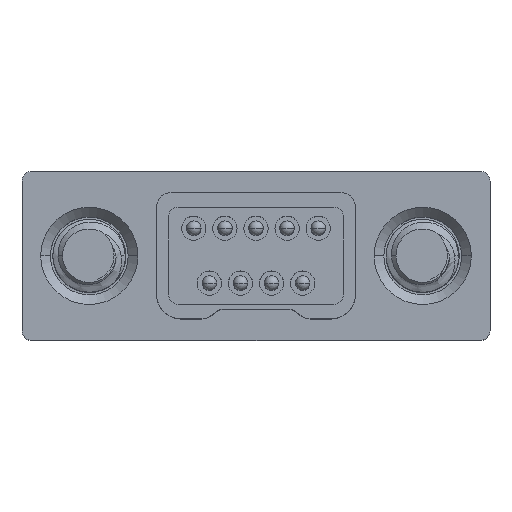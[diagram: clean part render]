
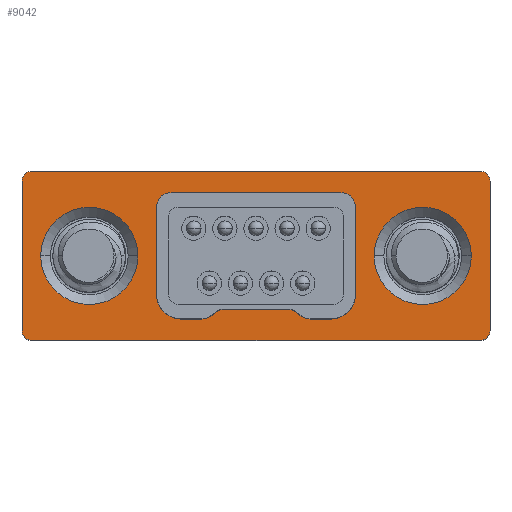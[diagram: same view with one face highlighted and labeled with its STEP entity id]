
A CAD part, top view. The second image highlights one B-rep face of the part: STEP entity #9042.
In plain terms, the highlighted planar face has unit normal (0, 0, 1).
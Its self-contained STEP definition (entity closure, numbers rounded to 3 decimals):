
#1561=CARTESIAN_POINT('',(15.046,7.847,7.55));
#1562=DIRECTION('',(0.,0.,1.));
#1563=DIRECTION('',(1.,0.,0.));
#1564=AXIS2_PLACEMENT_3D('',#1561,#1562,#1563);
#1566=CARTESIAN_POINT('',(15.046,4.767,7.55));
#1567=DIRECTION('',(0.,0.,1.));
#1568=DIRECTION('',(0.,-1.,0.));
#1569=AXIS2_PLACEMENT_3D('',#1566,#1567,#1568);
#1571=CARTESIAN_POINT('',(5.816,4.767,7.55));
#1572=DIRECTION('',(0.,0.,1.));
#1573=DIRECTION('',(-1.,0.,0.));
#1574=AXIS2_PLACEMENT_3D('',#1571,#1572,#1573);
#1576=CARTESIAN_POINT('',(5.816,7.847,7.55));
#1577=DIRECTION('',(0.,0.,1.));
#1578=DIRECTION('',(0.,1.,0.));
#1579=AXIS2_PLACEMENT_3D('',#1576,#1577,#1578);
#1581=CARTESIAN_POINT('',(7.001,6.307,7.55));
#1582=DIRECTION('',(0.,0.,-1.));
#1583=DIRECTION('',(1.,0.,0.));
#1584=AXIS2_PLACEMENT_3D('',#1581,#1582,#1583);
#1586=CARTESIAN_POINT('',(7.001,6.307,7.55));
#1587=DIRECTION('',(0.,0.,-1.));
#1588=DIRECTION('',(-1.,0.,0.));
#1589=AXIS2_PLACEMENT_3D('',#1586,#1587,#1588);
#1591=CARTESIAN_POINT('',(13.861,6.307,7.55));
#1592=DIRECTION('',(0.,0.,-1.));
#1593=DIRECTION('',(1.,0.,0.));
#1594=AXIS2_PLACEMENT_3D('',#1591,#1592,#1593);
#1596=CARTESIAN_POINT('',(13.861,6.307,7.55));
#1597=DIRECTION('',(0.,0.,-1.));
#1598=DIRECTION('',(-1.,0.,0.));
#1599=AXIS2_PLACEMENT_3D('',#1596,#1597,#1598);
#1601=DIRECTION('',(-1.,0.,0.));
#1602=VECTOR('',#1601,0.432);
#1603=CARTESIAN_POINT('',(11.976,5.007,7.55));
#1604=LINE('',#1603,#1602);
#1605=CARTESIAN_POINT('',(11.976,5.507,7.55));
#1606=DIRECTION('',(0.,0.,-1.));
#1607=DIRECTION('',(1.,0.,0.));
#1608=AXIS2_PLACEMENT_3D('',#1605,#1606,#1607);
#1610=CARTESIAN_POINT('',(12.176,7.307,7.55));
#1611=DIRECTION('',(0.,0.,-1.));
#1612=DIRECTION('',(0.,1.,0.));
#1613=AXIS2_PLACEMENT_3D('',#1610,#1611,#1612);
#1615=CARTESIAN_POINT('',(8.686,7.307,7.55));
#1616=DIRECTION('',(0.,0.,-1.));
#1617=DIRECTION('',(-1.,0.,0.));
#1618=AXIS2_PLACEMENT_3D('',#1615,#1616,#1617);
#1620=CARTESIAN_POINT('',(8.886,5.507,7.55));
#1621=DIRECTION('',(0.,0.,-1.));
#1622=DIRECTION('',(0.,-1.,0.));
#1623=AXIS2_PLACEMENT_3D('',#1620,#1621,#1622);
#1625=CARTESIAN_POINT('',(9.319,5.307,7.55));
#1626=DIRECTION('',(0.,0.,-1.));
#1627=DIRECTION('',(0.609,-0.793,0.));
#1628=AXIS2_PLACEMENT_3D('',#1625,#1626,#1627);
#1630=DIRECTION('',(-0.793,-0.609,0.));
#1631=VECTOR('',#1630,0.125);
#1632=CARTESIAN_POINT('',(9.6,5.145,7.55));
#1633=LINE('',#1632,#1631);
#1634=CARTESIAN_POINT('',(9.783,4.907,7.55));
#1635=DIRECTION('',(0.,0.,1.));
#1636=DIRECTION('',(0.,1.,0.));
#1637=AXIS2_PLACEMENT_3D('',#1634,#1635,#1636);
#1639=CARTESIAN_POINT('',(11.079,4.907,7.55));
#1640=DIRECTION('',(0.,0.,1.));
#1641=DIRECTION('',(0.609,0.793,0.));
#1642=AXIS2_PLACEMENT_3D('',#1639,#1640,#1641);
#1644=DIRECTION('',(-0.793,0.609,0.));
#1645=VECTOR('',#1644,0.125);
#1646=CARTESIAN_POINT('',(11.361,5.069,7.55));
#1647=LINE('',#1646,#1645);
#1648=CARTESIAN_POINT('',(11.544,5.307,7.55));
#1649=DIRECTION('',(0.,0.,-1.));
#1650=DIRECTION('',(0.,-1.,0.));
#1651=AXIS2_PLACEMENT_3D('',#1648,#1649,#1650);
#1653=DIRECTION('',(-1.,0.,0.));
#1654=VECTOR('',#1653,9.23);
#1655=CARTESIAN_POINT('',(15.046,8.047,7.55));
#1656=LINE('',#1655,#1654);
#1701=DIRECTION('',(0.,-1.,0.));
#1702=VECTOR('',#1701,3.08);
#1703=CARTESIAN_POINT('',(5.616,7.847,7.55));
#1704=LINE('',#1703,#1702);
#1717=DIRECTION('',(1.,0.,0.));
#1718=VECTOR('',#1717,9.23);
#1719=CARTESIAN_POINT('',(5.816,4.567,7.55));
#1720=LINE('',#1719,#1718);
#1733=DIRECTION('',(0.,1.,0.));
#1734=VECTOR('',#1733,3.08);
#1735=CARTESIAN_POINT('',(15.246,4.767,7.55));
#1736=LINE('',#1735,#1734);
#3889=DIRECTION('',(-1.,0.,0.));
#3890=VECTOR('',#3889,1.296);
#3891=CARTESIAN_POINT('',(11.079,5.207,7.55));
#3892=LINE('',#3891,#3890);
#3917=DIRECTION('',(-1.,0.,0.));
#3918=VECTOR('',#3917,0.432);
#3919=CARTESIAN_POINT('',(9.319,5.007,7.55));
#3920=LINE('',#3919,#3918);
#4001=DIRECTION('',(0.,1.,0.));
#4002=VECTOR('',#4001,1.8);
#4003=CARTESIAN_POINT('',(8.386,5.507,7.55));
#4004=LINE('',#4003,#4002);
#4017=DIRECTION('',(1.,0.,0.));
#4018=VECTOR('',#4017,3.49);
#4019=CARTESIAN_POINT('',(8.686,7.607,7.55));
#4020=LINE('',#4019,#4018);
#4037=DIRECTION('',(0.,-1.,0.));
#4038=VECTOR('',#4037,1.8);
#4039=CARTESIAN_POINT('',(12.476,7.307,7.55));
#4040=LINE('',#4039,#4038);
#5035=CARTESIAN_POINT('',(11.976,5.007,7.55));
#5036=CARTESIAN_POINT('',(11.544,5.007,7.55));
#5037=VERTEX_POINT('',#5035);
#5038=VERTEX_POINT('',#5036);
#5039=CARTESIAN_POINT('',(15.046,8.047,7.55));
#5040=CARTESIAN_POINT('',(5.816,8.047,7.55));
#5041=VERTEX_POINT('',#5039);
#5042=VERTEX_POINT('',#5040);
#5043=CARTESIAN_POINT('',(15.246,7.847,7.55));
#5044=VERTEX_POINT('',#5043);
#5045=CARTESIAN_POINT('',(15.246,4.767,7.55));
#5046=VERTEX_POINT('',#5045);
#5047=CARTESIAN_POINT('',(15.046,4.567,7.55));
#5048=VERTEX_POINT('',#5047);
#5049=CARTESIAN_POINT('',(5.816,4.567,7.55));
#5050=VERTEX_POINT('',#5049);
#5051=CARTESIAN_POINT('',(5.616,4.767,7.55));
#5052=VERTEX_POINT('',#5051);
#5053=CARTESIAN_POINT('',(5.616,7.847,7.55));
#5054=VERTEX_POINT('',#5053);
#5055=CARTESIAN_POINT('',(8.001,6.307,7.55));
#5056=CARTESIAN_POINT('',(6.001,6.307,7.55));
#5057=VERTEX_POINT('',#5055);
#5058=VERTEX_POINT('',#5056);
#5059=CARTESIAN_POINT('',(14.861,6.307,7.55));
#5060=CARTESIAN_POINT('',(12.861,6.307,7.55));
#5061=VERTEX_POINT('',#5059);
#5062=VERTEX_POINT('',#5060);
#5063=CARTESIAN_POINT('',(12.476,5.507,7.55));
#5064=VERTEX_POINT('',#5063);
#5065=CARTESIAN_POINT('',(12.476,7.307,7.55));
#5066=VERTEX_POINT('',#5065);
#5067=CARTESIAN_POINT('',(12.176,7.607,7.55));
#5068=VERTEX_POINT('',#5067);
#5069=CARTESIAN_POINT('',(8.686,7.607,7.55));
#5070=VERTEX_POINT('',#5069);
#5071=CARTESIAN_POINT('',(8.386,7.307,7.55));
#5072=VERTEX_POINT('',#5071);
#5073=CARTESIAN_POINT('',(8.386,5.507,7.55));
#5074=VERTEX_POINT('',#5073);
#5075=CARTESIAN_POINT('',(8.886,5.007,7.55));
#5076=VERTEX_POINT('',#5075);
#5077=CARTESIAN_POINT('',(9.319,5.007,7.55));
#5078=VERTEX_POINT('',#5077);
#5079=CARTESIAN_POINT('',(9.501,5.069,7.55));
#5080=VERTEX_POINT('',#5079);
#5081=CARTESIAN_POINT('',(9.6,5.145,7.55));
#5082=VERTEX_POINT('',#5081);
#5083=CARTESIAN_POINT('',(9.783,5.207,7.55));
#5084=VERTEX_POINT('',#5083);
#5085=CARTESIAN_POINT('',(11.079,5.207,7.55));
#5086=VERTEX_POINT('',#5085);
#5087=CARTESIAN_POINT('',(11.262,5.145,7.55));
#5088=VERTEX_POINT('',#5087);
#5089=CARTESIAN_POINT('',(11.361,5.069,7.55));
#5090=VERTEX_POINT('',#5089);
#8975=CARTESIAN_POINT('',(10.431,6.307,7.55));
#8976=DIRECTION('',(0.,0.,1.));
#8977=DIRECTION('',(1.,0.,0.));
#8978=AXIS2_PLACEMENT_3D('',#8975,#8976,#8977);
#8979=PLANE('',#8978);
#8981=ORIENTED_EDGE('',*,*,#8980,.F.);
#8983=ORIENTED_EDGE('',*,*,#8982,.F.);
#8985=ORIENTED_EDGE('',*,*,#8984,.F.);
#8987=ORIENTED_EDGE('',*,*,#8986,.F.);
#8989=ORIENTED_EDGE('',*,*,#8988,.F.);
#8991=ORIENTED_EDGE('',*,*,#8990,.F.);
#8993=ORIENTED_EDGE('',*,*,#8992,.F.);
#8995=ORIENTED_EDGE('',*,*,#8994,.F.);
#8996=EDGE_LOOP('',(#8981,#8983,#8985,#8987,#8989,#8991,#8993,#8995));
#8997=FACE_OUTER_BOUND('',#8996,.F.);
#8999=ORIENTED_EDGE('',*,*,#8998,.F.);
#9001=ORIENTED_EDGE('',*,*,#9000,.F.);
#9002=EDGE_LOOP('',(#8999,#9001));
#9003=FACE_BOUND('',#9002,.F.);
#9004=ORIENTED_EDGE('',*,*,#8969,.F.);
#9005=ORIENTED_EDGE('',*,*,#8954,.F.);
#9006=EDGE_LOOP('',(#9004,#9005));
#9007=FACE_BOUND('',#9006,.F.);
#9009=ORIENTED_EDGE('',*,*,#9008,.F.);
#9011=ORIENTED_EDGE('',*,*,#9010,.F.);
#9013=ORIENTED_EDGE('',*,*,#9012,.F.);
#9015=ORIENTED_EDGE('',*,*,#9014,.F.);
#9017=ORIENTED_EDGE('',*,*,#9016,.F.);
#9019=ORIENTED_EDGE('',*,*,#9018,.F.);
#9021=ORIENTED_EDGE('',*,*,#9020,.F.);
#9023=ORIENTED_EDGE('',*,*,#9022,.F.);
#9025=ORIENTED_EDGE('',*,*,#9024,.F.);
#9027=ORIENTED_EDGE('',*,*,#9026,.F.);
#9029=ORIENTED_EDGE('',*,*,#9028,.F.);
#9031=ORIENTED_EDGE('',*,*,#9030,.F.);
#9033=ORIENTED_EDGE('',*,*,#9032,.F.);
#9035=ORIENTED_EDGE('',*,*,#9034,.F.);
#9037=ORIENTED_EDGE('',*,*,#9036,.F.);
#9039=ORIENTED_EDGE('',*,*,#9038,.F.);
#9040=EDGE_LOOP('',(#9009,#9011,#9013,#9015,#9017,#9019,#9021,#9023,#9025,#9027,
#9029,#9031,#9033,#9035,#9037,#9039));
#9041=FACE_BOUND('',#9040,.F.);
#1565=CIRCLE('',#1564,0.2);
#1570=CIRCLE('',#1569,0.2);
#1575=CIRCLE('',#1574,0.2);
#1580=CIRCLE('',#1579,0.2);
#1585=CIRCLE('',#1584,1.);
#1590=CIRCLE('',#1589,1.);
#1595=CIRCLE('',#1594,1.);
#1600=CIRCLE('',#1599,1.);
#1609=CIRCLE('',#1608,0.5);
#1614=CIRCLE('',#1613,0.3);
#1619=CIRCLE('',#1618,0.3);
#1624=CIRCLE('',#1623,0.5);
#1629=CIRCLE('',#1628,0.3);
#1638=CIRCLE('',#1637,0.3);
#1643=CIRCLE('',#1642,0.3);
#1652=CIRCLE('',#1651,0.3);
#8954=EDGE_CURVE('',#5062,#5061,#1600,.T.);
#8969=EDGE_CURVE('',#5061,#5062,#1595,.T.);
#8980=EDGE_CURVE('',#5041,#5042,#1656,.T.);
#8982=EDGE_CURVE('',#5044,#5041,#1565,.T.);
#8984=EDGE_CURVE('',#5046,#5044,#1736,.T.);
#8986=EDGE_CURVE('',#5048,#5046,#1570,.T.);
#8988=EDGE_CURVE('',#5050,#5048,#1720,.T.);
#8990=EDGE_CURVE('',#5052,#5050,#1575,.T.);
#8992=EDGE_CURVE('',#5054,#5052,#1704,.T.);
#8994=EDGE_CURVE('',#5042,#5054,#1580,.T.);
#8998=EDGE_CURVE('',#5057,#5058,#1585,.T.);
#9000=EDGE_CURVE('',#5058,#5057,#1590,.T.);
#9008=EDGE_CURVE('',#5037,#5038,#1604,.T.);
#9010=EDGE_CURVE('',#5064,#5037,#1609,.T.);
#9012=EDGE_CURVE('',#5066,#5064,#4040,.T.);
#9014=EDGE_CURVE('',#5068,#5066,#1614,.T.);
#9016=EDGE_CURVE('',#5070,#5068,#4020,.T.);
#9018=EDGE_CURVE('',#5072,#5070,#1619,.T.);
#9020=EDGE_CURVE('',#5074,#5072,#4004,.T.);
#9022=EDGE_CURVE('',#5076,#5074,#1624,.T.);
#9024=EDGE_CURVE('',#5078,#5076,#3920,.T.);
#9026=EDGE_CURVE('',#5080,#5078,#1629,.T.);
#9028=EDGE_CURVE('',#5082,#5080,#1633,.T.);
#9030=EDGE_CURVE('',#5084,#5082,#1638,.T.);
#9032=EDGE_CURVE('',#5086,#5084,#3892,.T.);
#9034=EDGE_CURVE('',#5088,#5086,#1643,.T.);
#9036=EDGE_CURVE('',#5090,#5088,#1647,.T.);
#9038=EDGE_CURVE('',#5038,#5090,#1652,.T.);
#9042=ADVANCED_FACE('',(#8997,#9003,#9007,#9041),#8979,.T.);
